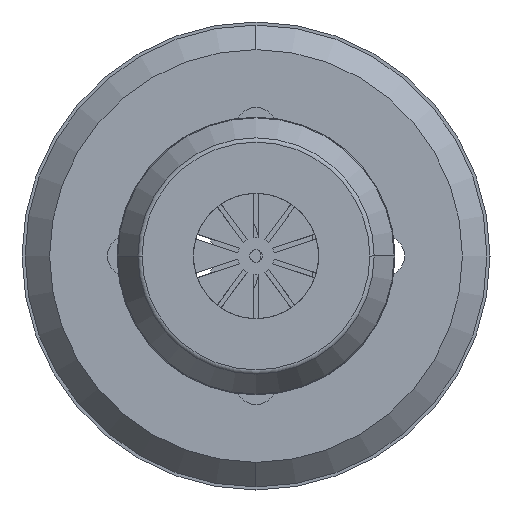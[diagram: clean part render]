
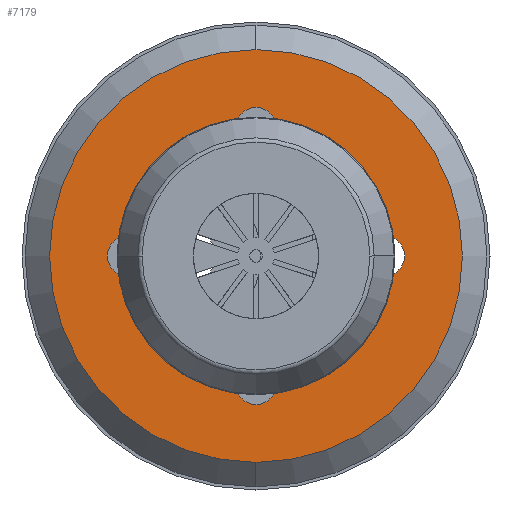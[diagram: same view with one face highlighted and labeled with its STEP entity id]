
A CAD part, left-side view. The second image highlights one B-rep face of the part: STEP entity #7179.
In plain terms, the highlighted planar face has unit normal (-1, 0, 0).
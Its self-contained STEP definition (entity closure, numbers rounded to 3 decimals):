
#1811 = CARTESIAN_POINT ( 'NONE',  ( -66.1, 5.25, 0.8 ) ) ;
#2318 = DIRECTION ( 'NONE',  ( 0., 0., 1. ) ) ;
#2319 = DIRECTION ( 'NONE',  ( -1., 0., 0. ) ) ;
#2325 = AXIS2_PLACEMENT_3D ( 'NONE', #2377, #2319, #2318 ) ;
#2375 = CIRCLE ( 'NONE', #2325, 0.8 ) ;
#2377 = CARTESIAN_POINT ( 'NONE',  ( -66.1, 5.25, 0. ) ) ;
#2727 = CARTESIAN_POINT ( 'NONE',  ( -66.1, -5.25, -0.8 ) ) ;
#2790 = DIRECTION ( 'NONE',  ( -1., 0., 0. ) ) ;
#2792 = CIRCLE ( 'NONE', #2806, 0.8 ) ;
#2794 = DIRECTION ( 'NONE',  ( 0., 0., 1. ) ) ;
#2798 = CARTESIAN_POINT ( 'NONE',  ( -66.1, 0., -8.4 ) ) ;
#2803 = DIRECTION ( 'NONE',  ( 0., 0., 1. ) ) ;
#2804 = DIRECTION ( 'NONE',  ( -1., 0., 0. ) ) ;
#2805 = CARTESIAN_POINT ( 'NONE',  ( -66.1, 0., 5.25 ) ) ;
#2806 = AXIS2_PLACEMENT_3D ( 'NONE', #2805, #2804, #2803 ) ;
#2818 = AXIS2_PLACEMENT_3D ( 'NONE', #2890, #2790, #2794 ) ;
#2889 = CIRCLE ( 'NONE', #2818, 0.8 ) ;
#2890 = CARTESIAN_POINT ( 'NONE',  ( -66.1, -5.25, 0. ) ) ;
#2918 = CARTESIAN_POINT ( 'NONE',  ( -66.1, 5.25, -0.8 ) ) ;
#2964 = DIRECTION ( 'NONE',  ( 0., 0., -1. ) ) ;
#2965 = DIRECTION ( 'NONE',  ( -1., 0., 0. ) ) ;
#3016 = CARTESIAN_POINT ( 'NONE',  ( -66.1, 0., 8.4 ) ) ;
#3029 = AXIS2_PLACEMENT_3D ( 'NONE', #3079, #2965, #2964 ) ;
#3079 = CARTESIAN_POINT ( 'NONE',  ( -66.1, 0., 0. ) ) ;
#3084 = CIRCLE ( 'NONE', #3029, 8.4 ) ;
#3120 = FACE_BOUND ( 'NONE', #7320, .T. ) ;
#3133 = CARTESIAN_POINT ( 'NONE',  ( -66.1, 0., 6.05 ) ) ;
#3140 = CARTESIAN_POINT ( 'NONE',  ( -66.1, -5.25, 0.8 ) ) ;
#3175 = CARTESIAN_POINT ( 'NONE',  ( -66.1, 0., 4.45 ) ) ;
#3206 = FACE_BOUND ( 'NONE', #7308, .T. ) ;
#3207 = DIRECTION ( 'NONE',  ( 0., 0., -1. ) ) ;
#3229 = AXIS2_PLACEMENT_3D ( 'NONE', #3273, #3269, #3207 ) ;
#3231 = FACE_BOUND ( 'NONE', #7098, .T. ) ;
#3268 = FACE_BOUND ( 'NONE', #7343, .T. ) ;
#3269 = DIRECTION ( 'NONE',  ( 1., 0., 0. ) ) ;
#3270 = FACE_OUTER_BOUND ( 'NONE', #7358, .T. ) ;
#3271 = FACE_BOUND ( 'NONE', #7356, .T. ) ;
#3273 = CARTESIAN_POINT ( 'NONE',  ( -66.1, 9.4, 0. ) ) ;
#3299 = PLANE ( 'NONE',  #3229 ) ;
#3371 = DIRECTION ( 'NONE',  ( 0., 0., 1. ) ) ;
#3372 = AXIS2_PLACEMENT_3D ( 'NONE', #3376, #3381, #3371 ) ;
#3376 = CARTESIAN_POINT ( 'NONE',  ( -66.1, 0., -5.25 ) ) ;
#3377 = CARTESIAN_POINT ( 'NONE',  ( -66.1, 0., -6.05 ) ) ;
#3378 = CARTESIAN_POINT ( 'NONE',  ( -66.1, 0., -4.45 ) ) ;
#3381 = DIRECTION ( 'NONE',  ( -1., 0., 0. ) ) ;
#3404 = DIRECTION ( 'NONE',  ( 0., 0., 1. ) ) ;
#3405 = DIRECTION ( 'NONE',  ( -1., 0., 0. ) ) ;
#3406 = CARTESIAN_POINT ( 'NONE',  ( -66.1, 5.25, 0. ) ) ;
#3407 = AXIS2_PLACEMENT_3D ( 'NONE', #3406, #3405, #3404 ) ;
#3408 = CIRCLE ( 'NONE', #3407, 0.8 ) ;
#3413 = DIRECTION ( 'NONE',  ( 0., 0., -1. ) ) ;
#3414 = AXIS2_PLACEMENT_3D ( 'NONE', #3439, #3441, #3413 ) ;
#3415 = CIRCLE ( 'NONE', #3372, 0.8 ) ;
#3439 = CARTESIAN_POINT ( 'NONE',  ( -66.1, 0., 0. ) ) ;
#3441 = DIRECTION ( 'NONE',  ( -1., 0., 0. ) ) ;
#3443 = CARTESIAN_POINT ( 'NONE',  ( -66.1, 0., -3.4 ) ) ;
#3447 = CIRCLE ( 'NONE', #3414, 8.4 ) ;
#3584 = CIRCLE ( 'NONE', #3614, 0.8 ) ;
#3609 = CARTESIAN_POINT ( 'NONE',  ( -66.1, 0., 3.4 ) ) ;
#3611 = DIRECTION ( 'NONE',  ( 0., 0., 1. ) ) ;
#3612 = DIRECTION ( 'NONE',  ( -1., 0., 0. ) ) ;
#3613 = CARTESIAN_POINT ( 'NONE',  ( -66.1, 0., -5.25 ) ) ;
#3614 = AXIS2_PLACEMENT_3D ( 'NONE', #3613, #3612, #3611 ) ;
#3617 = DIRECTION ( 'NONE',  ( 0., 0., 1. ) ) ;
#3618 = DIRECTION ( 'NONE',  ( -1., 0., 0. ) ) ;
#3619 = CARTESIAN_POINT ( 'NONE',  ( -66.1, 0., 5.25 ) ) ;
#3687 = AXIS2_PLACEMENT_3D ( 'NONE', #3619, #3618, #3617 ) ;
#3688 = CIRCLE ( 'NONE', #3687, 0.8 ) ;
#3709 = DIRECTION ( 'NONE',  ( 0., 0., 1. ) ) ;
#3710 = DIRECTION ( 'NONE',  ( -1., 0., 0. ) ) ;
#3711 = CARTESIAN_POINT ( 'NONE',  ( -66.1, 0., 0. ) ) ;
#3712 = AXIS2_PLACEMENT_3D ( 'NONE', #3711, #3710, #3709 ) ;
#3759 = CIRCLE ( 'NONE', #3712, 3.4 ) ;
#3781 = CIRCLE ( 'NONE', #3860, 0.8 ) ;
#3795 = DIRECTION ( 'NONE',  ( 0., 0., 1. ) ) ;
#3796 = DIRECTION ( 'NONE',  ( -1., 0., 0. ) ) ;
#3800 = CARTESIAN_POINT ( 'NONE',  ( -66.1, 0., 0. ) ) ;
#3801 = AXIS2_PLACEMENT_3D ( 'NONE', #3800, #3796, #3795 ) ;
#3831 = DIRECTION ( 'NONE',  ( -1., 0., 0. ) ) ;
#3839 = CARTESIAN_POINT ( 'NONE',  ( -66.1, -5.25, 0. ) ) ;
#3856 = CIRCLE ( 'NONE', #3801, 3.4 ) ;
#3859 = DIRECTION ( 'NONE',  ( 0., 0., 1. ) ) ;
#3860 = AXIS2_PLACEMENT_3D ( 'NONE', #3839, #3831, #3859 ) ;
#6462 = VERTEX_POINT ( 'NONE', #1811 ) ;
#6963 = EDGE_CURVE ( 'NONE', #6986, #6462, #2375, .T. ) ;
#6966 = VERTEX_POINT ( 'NONE', #2727 ) ;
#6976 = EDGE_CURVE ( 'NONE', #6966, #7168, #2889, .T. ) ;
#6981 = EDGE_CURVE ( 'NONE', #7164, #7169, #2792, .T. ) ;
#6986 = VERTEX_POINT ( 'NONE', #2918 ) ;
#7007 = VERTEX_POINT ( 'NONE', #2798 ) ;
#7098 = EDGE_LOOP ( 'NONE', ( #7326, #7325 ) ) ;
#7100 = EDGE_CURVE ( 'NONE', #7128, #7007, #3084, .T. ) ;
#7128 = VERTEX_POINT ( 'NONE', #3016 ) ;
#7164 = VERTEX_POINT ( 'NONE', #3175 ) ;
#7168 = VERTEX_POINT ( 'NONE', #3140 ) ;
#7169 = VERTEX_POINT ( 'NONE', #3133 ) ;
#7179 = ADVANCED_FACE ( 'NONE', ( #3231, #3268, #3271, #3120, #3206, #3270 ), #3299, .F. ) ;
#7308 = EDGE_LOOP ( 'NONE', ( #7497, #7313 ) ) ;
#7313 = ORIENTED_EDGE ( 'NONE', *, *, #7495, .F. ) ;
#7319 = VERTEX_POINT ( 'NONE', #3443 ) ;
#7320 = EDGE_LOOP ( 'NONE', ( #7499, #7359 ) ) ;
#7321 = ORIENTED_EDGE ( 'NONE', *, *, #7100, .T. ) ;
#7324 = ORIENTED_EDGE ( 'NONE', *, *, #7421, .F. ) ;
#7325 = ORIENTED_EDGE ( 'NONE', *, *, #6963, .F. ) ;
#7326 = ORIENTED_EDGE ( 'NONE', *, *, #7329, .F. ) ;
#7327 = EDGE_CURVE ( 'NONE', #7007, #7128, #3447, .T. ) ;
#7329 = EDGE_CURVE ( 'NONE', #6462, #6986, #3408, .T. ) ;
#7335 = EDGE_CURVE ( 'NONE', #7338, #7336, #3415, .T. ) ;
#7336 = VERTEX_POINT ( 'NONE', #3378 ) ;
#7338 = VERTEX_POINT ( 'NONE', #3377 ) ;
#7343 = EDGE_LOOP ( 'NONE', ( #7324, #7357 ) ) ;
#7351 = ORIENTED_EDGE ( 'NONE', *, *, #6976, .F. ) ;
#7352 = VERTEX_POINT ( 'NONE', #3609 ) ;
#7356 = EDGE_LOOP ( 'NONE', ( #7363, #7351 ) ) ;
#7357 = ORIENTED_EDGE ( 'NONE', *, *, #6981, .F. ) ;
#7358 = EDGE_LOOP ( 'NONE', ( #7498, #7321 ) ) ;
#7359 = ORIENTED_EDGE ( 'NONE', *, *, #7335, .F. ) ;
#7363 = ORIENTED_EDGE ( 'NONE', *, *, #7506, .F. ) ;
#7369 = EDGE_CURVE ( 'NONE', #7336, #7338, #3584, .T. ) ;
#7421 = EDGE_CURVE ( 'NONE', #7169, #7164, #3688, .T. ) ;
#7492 = EDGE_CURVE ( 'NONE', #7352, #7319, #3856, .T. ) ;
#7495 = EDGE_CURVE ( 'NONE', #7319, #7352, #3759, .T. ) ;
#7497 = ORIENTED_EDGE ( 'NONE', *, *, #7492, .F. ) ;
#7498 = ORIENTED_EDGE ( 'NONE', *, *, #7327, .T. ) ;
#7499 = ORIENTED_EDGE ( 'NONE', *, *, #7369, .F. ) ;
#7506 = EDGE_CURVE ( 'NONE', #7168, #6966, #3781, .T. ) ;
